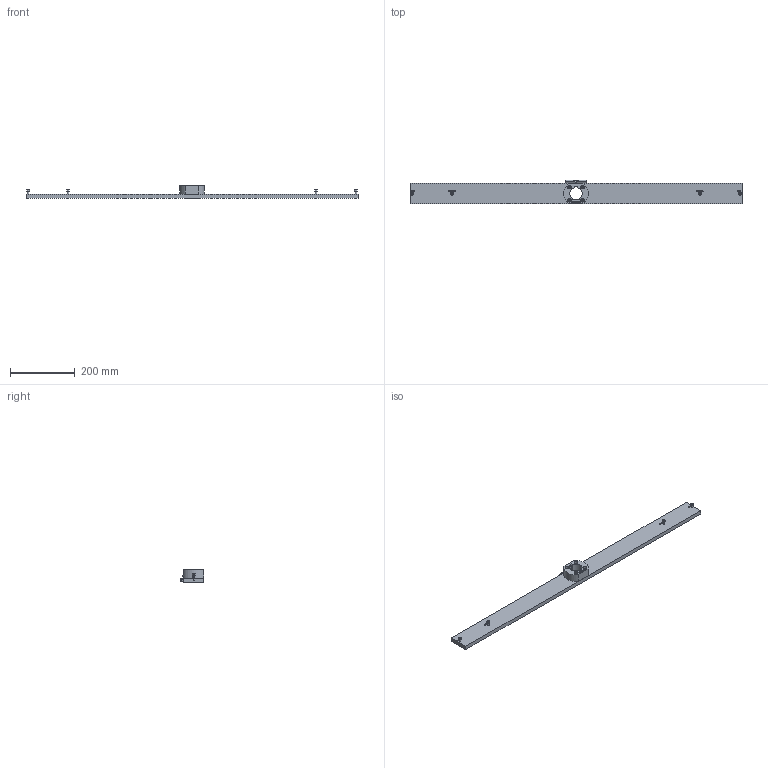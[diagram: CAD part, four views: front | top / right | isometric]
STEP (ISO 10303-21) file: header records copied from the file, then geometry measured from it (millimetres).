
FILE_DESCRIPTION (( 'STEP AP214' ), '1' );
FILE_NAME ('CB-825_C_EF.STEP', '2017-12-15T15:22:38', ( '' ), ( '' ), 'SwSTEP 2.0', 'SolidWorks 2017', '' );
FILE_SCHEMA (( 'AUTOMOTIVE_DESIGN' ));
Length unit declared in the file: inch
Products named in the file (1): CB-825_C_EF
Bounding box: 1028.7 x 74.22 x 38.1 mm (x, y, z)
Surface area: 175460.2 mm2 (no closed solid volume)
Topology: 0 solids, 46 shells, 164 faces, 992 edges, 867 vertices
Faces by surface type: plane 100, cylinder 53, torus 4, sphere 4, cone 2, bspline 1
Entity records: 15613 total; most frequent: CARTESIAN_POINT 6430, ORIENTED_EDGE 1232, DIRECTION 1217, EDGE_CURVE 988, VERTEX_POINT 867, LINE 533, VECTOR 533, AXIS2_PLACEMENT_3D 342
